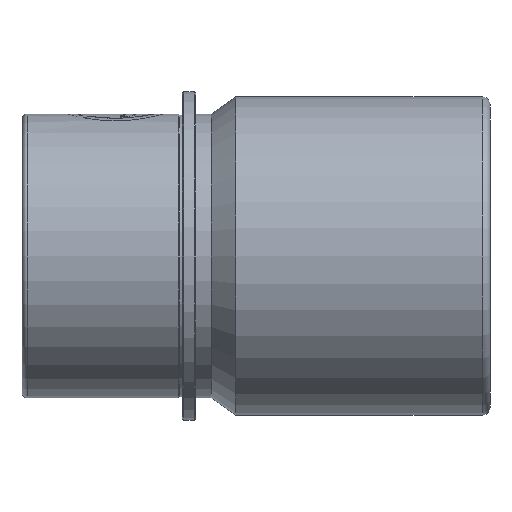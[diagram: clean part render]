
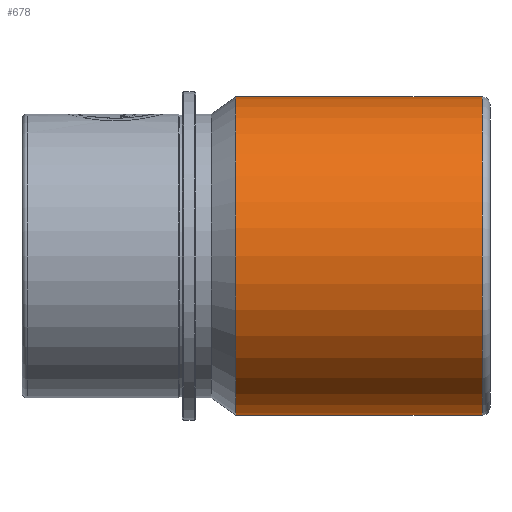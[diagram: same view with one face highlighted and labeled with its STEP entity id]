
A CAD part, left-side view. The second image highlights one B-rep face of the part: STEP entity #678.
In plain terms, the highlighted cylindrical face has radius 60.5 mm (diameter 121 mm), a partial arc.
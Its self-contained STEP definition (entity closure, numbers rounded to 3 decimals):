
#126 = ORIENTED_EDGE ( 'NONE', *, *, #1546, .T. ) ;
#176 = CARTESIAN_POINT ( 'NONE',  ( -26., -65.308, -60.5 ) ) ;
#323 = LINE ( 'NONE', #873, #1974 ) ;
#400 = DIRECTION ( 'NONE',  ( 0., -1., 0. ) ) ;
#416 = ORIENTED_EDGE ( 'NONE', *, *, #3035, .F. ) ;
#501 = AXIS2_PLACEMENT_3D ( 'NONE', #655, #1937, #2967 ) ;
#651 = VECTOR ( 'NONE', #400, 1000. ) ;
#655 = CARTESIAN_POINT ( 'NONE',  ( -26., 28.409, 0. ) ) ;
#678 = ADVANCED_FACE ( 'NONE', ( #820 ), #2185, .T. ) ;
#702 = EDGE_CURVE ( 'NONE', #2572, #2873, #2621, .T. ) ;
#715 = EDGE_LOOP ( 'NONE', ( #416, #126, #755, #1530 ) ) ;
#752 = CARTESIAN_POINT ( 'NONE',  ( -26., 0., 0. ) ) ;
#755 = ORIENTED_EDGE ( 'NONE', *, *, #2452, .T. ) ;
#820 = FACE_OUTER_BOUND ( 'NONE', #715, .T. ) ;
#873 = CARTESIAN_POINT ( 'NONE',  ( -26., 0., -60.5 ) ) ;
#1058 = VERTEX_POINT ( 'NONE', #2764 ) ;
#1228 = CARTESIAN_POINT ( 'NONE',  ( -26., -65.308, 60.5 ) ) ;
#1249 = DIRECTION ( 'NONE',  ( 0., -1., 0. ) ) ;
#1483 = CARTESIAN_POINT ( 'NONE',  ( -26., 28.409, 60.5 ) ) ;
#1530 = ORIENTED_EDGE ( 'NONE', *, *, #702, .F. ) ;
#1535 = DIRECTION ( 'NONE',  ( 0., 0., -1. ) ) ;
#1546 = EDGE_CURVE ( 'NONE', #1792, #1058, #3040, .T. ) ;
#1792 = VERTEX_POINT ( 'NONE', #1483 ) ;
#1807 = AXIS2_PLACEMENT_3D ( 'NONE', #2043, #3305, #1535 ) ;
#1937 = DIRECTION ( 'NONE',  ( 0., -1., 0. ) ) ;
#1943 = DIRECTION ( 'NONE',  ( 0., -1., 0. ) ) ;
#1974 = VECTOR ( 'NONE', #1943, 1000. ) ;
#2043 = CARTESIAN_POINT ( 'NONE',  ( -26., -65.308, 0. ) ) ;
#2135 = LINE ( 'NONE', #2485, #651 ) ;
#2185 = CYLINDRICAL_SURFACE ( 'NONE', #2430, 60.5 ) ;
#2430 = AXIS2_PLACEMENT_3D ( 'NONE', #752, #1249, #2793 ) ;
#2452 = EDGE_CURVE ( 'NONE', #1058, #2873, #323, .T. ) ;
#2485 = CARTESIAN_POINT ( 'NONE',  ( -26., 0., 60.5 ) ) ;
#2572 = VERTEX_POINT ( 'NONE', #1228 ) ;
#2621 = CIRCLE ( 'NONE', #1807, 60.5 ) ;
#2764 = CARTESIAN_POINT ( 'NONE',  ( -26., 28.409, -60.5 ) ) ;
#2793 = DIRECTION ( 'NONE',  ( 0., 0., -1. ) ) ;
#2873 = VERTEX_POINT ( 'NONE', #176 ) ;
#2967 = DIRECTION ( 'NONE',  ( 0., 0., -1. ) ) ;
#3035 = EDGE_CURVE ( 'NONE', #1792, #2572, #2135, .T. ) ;
#3040 = CIRCLE ( 'NONE', #501, 60.5 ) ;
#3305 = DIRECTION ( 'NONE',  ( 0., -1., 0. ) ) ;
